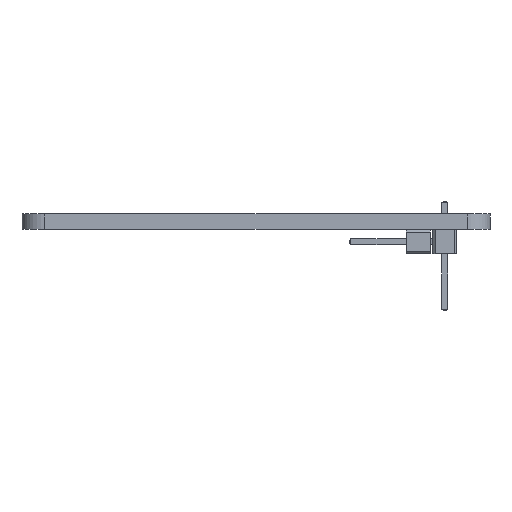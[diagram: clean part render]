
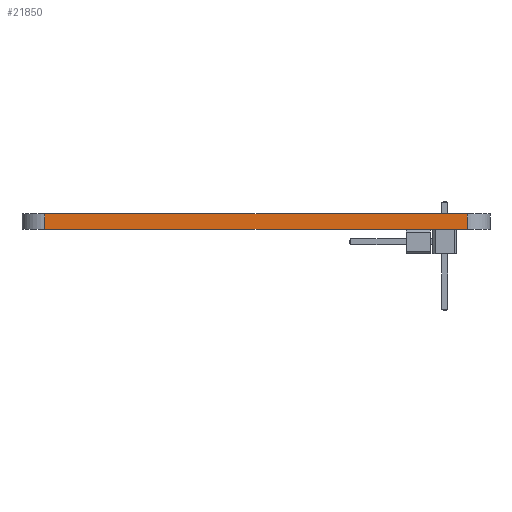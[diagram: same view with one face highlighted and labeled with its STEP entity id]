
A CAD part, left-side view. The second image highlights one B-rep face of the part: STEP entity #21850.
In plain terms, the highlighted planar face has unit normal (-1, 0, 0).
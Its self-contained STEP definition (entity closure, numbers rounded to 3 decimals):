
#21850 = ADVANCED_FACE('',(#21851),#21865,.T.);
#21851 = FACE_BOUND('',#21852,.T.);
#21852 = EDGE_LOOP('',(#21853,#21888,#21916,#21944));
#21853 = ORIENTED_EDGE('',*,*,#21854,.T.);
#21854 = EDGE_CURVE('',#21855,#21857,#21859,.T.);
#21855 = VERTEX_POINT('',#21856);
#21856 = CARTESIAN_POINT('',(93.663,-101.6,0.));
#21857 = VERTEX_POINT('',#21858);
#21858 = CARTESIAN_POINT('',(93.663,-101.6,1.6));
#21859 = SURFACE_CURVE('',#21860,(#21864,#21876),.PCURVE_S1.);
#21860 = LINE('',#21861,#21862);
#21861 = CARTESIAN_POINT('',(93.663,-101.6,0.));
#21862 = VECTOR('',#21863,1.);
#21863 = DIRECTION('',(0.,0.,1.));
#21864 = PCURVE('',#21865,#21870);
#21865 = PLANE('',#21866);
#21866 = AXIS2_PLACEMENT_3D('',#21867,#21868,#21869);
#21867 = CARTESIAN_POINT('',(93.663,-101.6,0.));
#21868 = DIRECTION('',(-1.,0.,0.));
#21869 = DIRECTION('',(0.,1.,0.));
#21870 = DEFINITIONAL_REPRESENTATION('',(#21871),#21875);
#21871 = LINE('',#21872,#21873);
#21872 = CARTESIAN_POINT('',(0.,0.));
#21873 = VECTOR('',#21874,1.);
#21874 = DIRECTION('',(0.,-1.));
#21875 = ( GEOMETRIC_REPRESENTATION_CONTEXT(2) 
PARAMETRIC_REPRESENTATION_CONTEXT() REPRESENTATION_CONTEXT('2D SPACE',''
  ) );
#21876 = PCURVE('',#21877,#21882);
#21877 = CYLINDRICAL_SURFACE('',#21878,2.381);
#21878 = AXIS2_PLACEMENT_3D('',#21879,#21880,#21881);
#21879 = CARTESIAN_POINT('',(96.044,-101.6,0.));
#21880 = DIRECTION('',(-0.,-0.,-1.));
#21881 = DIRECTION('',(1.,0.,-0.));
#21882 = DEFINITIONAL_REPRESENTATION('',(#21883),#21887);
#21883 = LINE('',#21884,#21885);
#21884 = CARTESIAN_POINT('',(-3.142,0.));
#21885 = VECTOR('',#21886,1.);
#21886 = DIRECTION('',(-0.,-1.));
#21887 = ( GEOMETRIC_REPRESENTATION_CONTEXT(2) 
PARAMETRIC_REPRESENTATION_CONTEXT() REPRESENTATION_CONTEXT('2D SPACE',''
  ) );
#21888 = ORIENTED_EDGE('',*,*,#21889,.T.);
#21889 = EDGE_CURVE('',#21857,#21890,#21892,.T.);
#21890 = VERTEX_POINT('',#21891);
#21891 = CARTESIAN_POINT('',(93.663,-57.15,1.6));
#21892 = SURFACE_CURVE('',#21893,(#21897,#21904),.PCURVE_S1.);
#21893 = LINE('',#21894,#21895);
#21894 = CARTESIAN_POINT('',(93.663,-101.6,1.6));
#21895 = VECTOR('',#21896,1.);
#21896 = DIRECTION('',(0.,1.,0.));
#21897 = PCURVE('',#21865,#21898);
#21898 = DEFINITIONAL_REPRESENTATION('',(#21899),#21903);
#21899 = LINE('',#21900,#21901);
#21900 = CARTESIAN_POINT('',(0.,-1.6));
#21901 = VECTOR('',#21902,1.);
#21902 = DIRECTION('',(1.,0.));
#21903 = ( GEOMETRIC_REPRESENTATION_CONTEXT(2) 
PARAMETRIC_REPRESENTATION_CONTEXT() REPRESENTATION_CONTEXT('2D SPACE',''
  ) );
#21904 = PCURVE('',#21905,#21910);
#21905 = PLANE('',#21906);
#21906 = AXIS2_PLACEMENT_3D('',#21907,#21908,#21909);
#21907 = CARTESIAN_POINT('',(141.288,-79.375,1.6));
#21908 = DIRECTION('',(-0.,-0.,-1.));
#21909 = DIRECTION('',(-1.,0.,0.));
#21910 = DEFINITIONAL_REPRESENTATION('',(#21911),#21915);
#21911 = LINE('',#21912,#21913);
#21912 = CARTESIAN_POINT('',(47.625,-22.225));
#21913 = VECTOR('',#21914,1.);
#21914 = DIRECTION('',(0.,1.));
#21915 = ( GEOMETRIC_REPRESENTATION_CONTEXT(2) 
PARAMETRIC_REPRESENTATION_CONTEXT() REPRESENTATION_CONTEXT('2D SPACE',''
  ) );
#21916 = ORIENTED_EDGE('',*,*,#21917,.F.);
#21917 = EDGE_CURVE('',#21918,#21890,#21920,.T.);
#21918 = VERTEX_POINT('',#21919);
#21919 = CARTESIAN_POINT('',(93.663,-57.15,0.));
#21920 = SURFACE_CURVE('',#21921,(#21925,#21932),.PCURVE_S1.);
#21921 = LINE('',#21922,#21923);
#21922 = CARTESIAN_POINT('',(93.663,-57.15,0.));
#21923 = VECTOR('',#21924,1.);
#21924 = DIRECTION('',(0.,0.,1.));
#21925 = PCURVE('',#21865,#21926);
#21926 = DEFINITIONAL_REPRESENTATION('',(#21927),#21931);
#21927 = LINE('',#21928,#21929);
#21928 = CARTESIAN_POINT('',(44.45,0.));
#21929 = VECTOR('',#21930,1.);
#21930 = DIRECTION('',(0.,-1.));
#21931 = ( GEOMETRIC_REPRESENTATION_CONTEXT(2) 
PARAMETRIC_REPRESENTATION_CONTEXT() REPRESENTATION_CONTEXT('2D SPACE',''
  ) );
#21932 = PCURVE('',#21933,#21938);
#21933 = CYLINDRICAL_SURFACE('',#21934,2.382);
#21934 = AXIS2_PLACEMENT_3D('',#21935,#21936,#21937);
#21935 = CARTESIAN_POINT('',(96.044,-57.15,0.));
#21936 = DIRECTION('',(-0.,-0.,-1.));
#21937 = DIRECTION('',(1.,0.,-0.));
#21938 = DEFINITIONAL_REPRESENTATION('',(#21939),#21943);
#21939 = LINE('',#21940,#21941);
#21940 = CARTESIAN_POINT('',(-3.142,0.));
#21941 = VECTOR('',#21942,1.);
#21942 = DIRECTION('',(-0.,-1.));
#21943 = ( GEOMETRIC_REPRESENTATION_CONTEXT(2) 
PARAMETRIC_REPRESENTATION_CONTEXT() REPRESENTATION_CONTEXT('2D SPACE',''
  ) );
#21944 = ORIENTED_EDGE('',*,*,#21945,.F.);
#21945 = EDGE_CURVE('',#21855,#21918,#21946,.T.);
#21946 = SURFACE_CURVE('',#21947,(#21951,#21958),.PCURVE_S1.);
#21947 = LINE('',#21948,#21949);
#21948 = CARTESIAN_POINT('',(93.663,-101.6,0.));
#21949 = VECTOR('',#21950,1.);
#21950 = DIRECTION('',(0.,1.,0.));
#21951 = PCURVE('',#21865,#21952);
#21952 = DEFINITIONAL_REPRESENTATION('',(#21953),#21957);
#21953 = LINE('',#21954,#21955);
#21954 = CARTESIAN_POINT('',(0.,0.));
#21955 = VECTOR('',#21956,1.);
#21956 = DIRECTION('',(1.,0.));
#21957 = ( GEOMETRIC_REPRESENTATION_CONTEXT(2) 
PARAMETRIC_REPRESENTATION_CONTEXT() REPRESENTATION_CONTEXT('2D SPACE',''
  ) );
#21958 = PCURVE('',#21959,#21964);
#21959 = PLANE('',#21960);
#21960 = AXIS2_PLACEMENT_3D('',#21961,#21962,#21963);
#21961 = CARTESIAN_POINT('',(141.288,-79.375,0.));
#21962 = DIRECTION('',(-0.,-0.,-1.));
#21963 = DIRECTION('',(-1.,0.,0.));
#21964 = DEFINITIONAL_REPRESENTATION('',(#21965),#21969);
#21965 = LINE('',#21966,#21967);
#21966 = CARTESIAN_POINT('',(47.625,-22.225));
#21967 = VECTOR('',#21968,1.);
#21968 = DIRECTION('',(0.,1.));
#21969 = ( GEOMETRIC_REPRESENTATION_CONTEXT(2) 
PARAMETRIC_REPRESENTATION_CONTEXT() REPRESENTATION_CONTEXT('2D SPACE',''
  ) );
